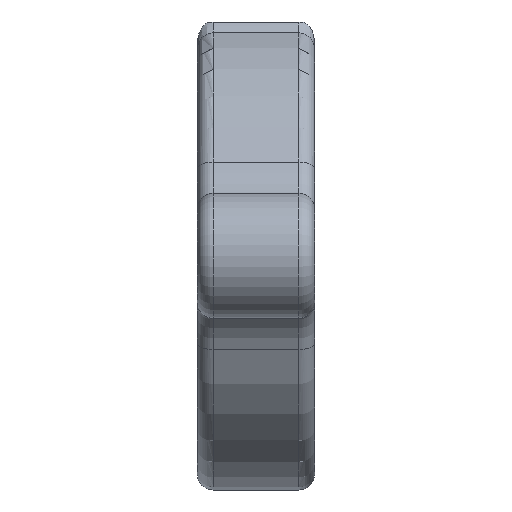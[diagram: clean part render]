
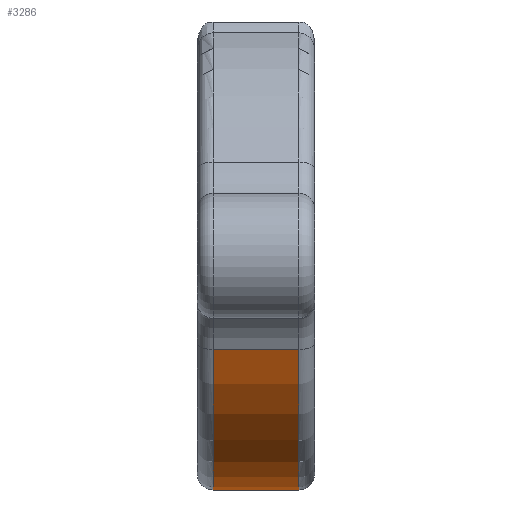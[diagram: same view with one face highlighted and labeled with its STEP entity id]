
A CAD part, left-side view. The second image highlights one B-rep face of the part: STEP entity #3286.
In plain terms, the highlighted cylindrical face has radius 15 mm (diameter 30 mm), a partial arc.
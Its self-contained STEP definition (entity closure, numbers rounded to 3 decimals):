
#223 = EDGE_LOOP ( 'NONE', ( #2774, #1341, #5209, #8694 ) ) ;
#387 = CYLINDRICAL_SURFACE ( 'NONE', #759, 15. ) ;
#481 = AXIS2_PLACEMENT_3D ( 'NONE', #1966, #7755, #5611 ) ;
#759 = AXIS2_PLACEMENT_3D ( 'NONE', #4829, #1850, #8495 ) ;
#796 = DIRECTION ( 'NONE',  ( 0., 0., 1. ) ) ;
#1341 = ORIENTED_EDGE ( 'NONE', *, *, #6221, .T. ) ;
#1724 = CARTESIAN_POINT ( 'NONE',  ( 40., 1., -15. ) ) ;
#1804 = VERTEX_POINT ( 'NONE', #7136 ) ;
#1850 = DIRECTION ( 'NONE',  ( 0., -1., 0. ) ) ;
#1865 = CARTESIAN_POINT ( 'NONE',  ( 26.252, 7.5, -6. ) ) ;
#1966 = CARTESIAN_POINT ( 'NONE',  ( 40., 1., 0. ) ) ;
#1991 = VECTOR ( 'NONE', #2188, 1000. ) ;
#2188 = DIRECTION ( 'NONE',  ( 0., -1., 0. ) ) ;
#2476 = VECTOR ( 'NONE', #8944, 1000. ) ;
#2575 = LINE ( 'NONE', #1865, #2476 ) ;
#2774 = ORIENTED_EDGE ( 'NONE', *, *, #8889, .T. ) ;
#3286 = ADVANCED_FACE ( 'NONE', ( #9160 ), #387, .T. ) ;
#3383 = AXIS2_PLACEMENT_3D ( 'NONE', #7388, #4330, #796 ) ;
#4092 = CIRCLE ( 'NONE', #481, 15. ) ;
#4330 = DIRECTION ( 'NONE',  ( 0., -1., 0. ) ) ;
#4363 = VERTEX_POINT ( 'NONE', #9238 ) ;
#4501 = CARTESIAN_POINT ( 'NONE',  ( 40., 7.5, -15. ) ) ;
#4504 = VERTEX_POINT ( 'NONE', #1724 ) ;
#4829 = CARTESIAN_POINT ( 'NONE',  ( 40., 7.5, 0. ) ) ;
#5209 = ORIENTED_EDGE ( 'NONE', *, *, #6098, .T. ) ;
#5301 = CARTESIAN_POINT ( 'NONE',  ( 40., 6.5, -15. ) ) ;
#5471 = VERTEX_POINT ( 'NONE', #5301 ) ;
#5611 = DIRECTION ( 'NONE',  ( 0., 0., 1. ) ) ;
#6098 = EDGE_CURVE ( 'NONE', #4504, #1804, #4092, .T. ) ;
#6221 = EDGE_CURVE ( 'NONE', #5471, #4504, #8085, .T. ) ;
#7136 = CARTESIAN_POINT ( 'NONE',  ( 26.252, 1., -6. ) ) ;
#7388 = CARTESIAN_POINT ( 'NONE',  ( 40., 6.5, 0. ) ) ;
#7468 = CIRCLE ( 'NONE', #3383, 15. ) ;
#7755 = DIRECTION ( 'NONE',  ( 0., 1., 0. ) ) ;
#8085 = LINE ( 'NONE', #4501, #1991 ) ;
#8454 = EDGE_CURVE ( 'NONE', #1804, #4363, #2575, .T. ) ;
#8495 = DIRECTION ( 'NONE',  ( 0., 0., -1. ) ) ;
#8694 = ORIENTED_EDGE ( 'NONE', *, *, #8454, .T. ) ;
#8889 = EDGE_CURVE ( 'NONE', #4363, #5471, #7468, .T. ) ;
#8944 = DIRECTION ( 'NONE',  ( 0., 1., 0. ) ) ;
#9160 = FACE_OUTER_BOUND ( 'NONE', #223, .T. ) ;
#9238 = CARTESIAN_POINT ( 'NONE',  ( 26.252, 6.5, -6. ) ) ;
